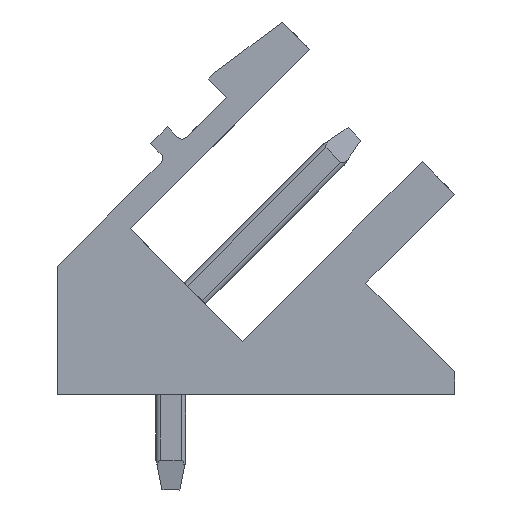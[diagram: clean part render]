
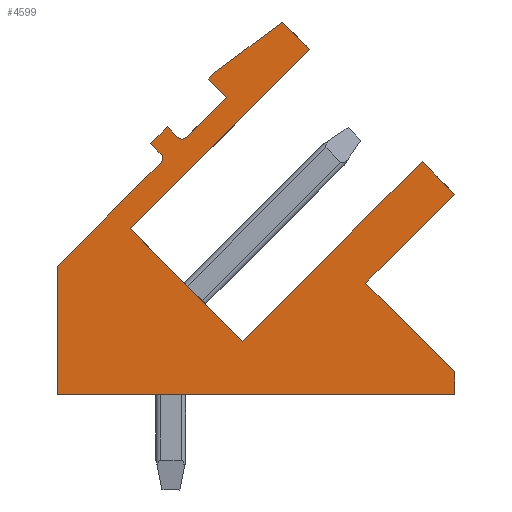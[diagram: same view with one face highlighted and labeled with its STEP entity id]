
A CAD part, left-side view. The second image highlights one B-rep face of the part: STEP entity #4599.
In plain terms, the highlighted planar face has unit normal (-1, 0, 0).
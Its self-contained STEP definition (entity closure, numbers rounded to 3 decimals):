
#4055=AXIS2_PLACEMENT_3D('Circle Axis2P3D',#4053,#4054,$) ;
#4570=AXIS2_PLACEMENT_3D('Plane Axis2P3D',#4567,#4568,#4569) ;
#4574=AXIS2_PLACEMENT_3D('Circle Axis2P3D',#4572,#4573,$) ;
#213=CARTESIAN_POINT('Vertex',(0.,8.98,11.809)) ;
#216=CARTESIAN_POINT('Line Origine',(0.,8.309,12.481)) ;
#220=CARTESIAN_POINT('Vertex',(0.,7.637,13.153)) ;
#755=CARTESIAN_POINT('Vertex',(0.,4.851,14.751)) ;
#758=CARTESIAN_POINT('Line Origine',(0.,7.856,11.746)) ;
#762=CARTESIAN_POINT('Vertex',(0.,10.861,8.74)) ;
#839=CARTESIAN_POINT('Vertex',(0.,5.77,15.67)) ;
#842=CARTESIAN_POINT('Line Origine',(0.,5.31,15.21)) ;
#1304=CARTESIAN_POINT('Line Origine',(0.,7.941,13.457)) ;
#1308=CARTESIAN_POINT('Vertex',(0.,8.245,13.761)) ;
#1858=CARTESIAN_POINT('Line Origine',(0.,8.98,6.859)) ;
#1862=CARTESIAN_POINT('Vertex',(0.,7.099,4.979)) ;
#2874=CARTESIAN_POINT('Line Origine',(0.,8.139,13.867)) ;
#2878=CARTESIAN_POINT('Vertex',(0.,8.033,13.973)) ;
#2898=CARTESIAN_POINT('Line Origine',(0.,4.094,7.984)) ;
#2902=CARTESIAN_POINT('Vertex',(0.,1.089,10.989)) ;
#3346=CARTESIAN_POINT('Line Origine',(0.,0.544,10.444)) ;
#3350=CARTESIAN_POINT('Vertex',(0.,0.,9.9)) ;
#3386=CARTESIAN_POINT('Line Origine',(0.,1.485,8.415)) ;
#3390=CARTESIAN_POINT('Vertex',(0.,2.97,6.93)) ;
#3410=CARTESIAN_POINT('Line Origine',(0.,1.485,5.445)) ;
#3414=CARTESIAN_POINT('Vertex',(0.,0.,3.96)) ;
#3434=CARTESIAN_POINT('Line Origine',(0.,0.,3.58)) ;
#3438=CARTESIAN_POINT('Vertex',(0.,0.,3.2)) ;
#3458=CARTESIAN_POINT('Line Origine',(0.,6.65,3.2)) ;
#3462=CARTESIAN_POINT('Vertex',(0.,13.3,3.2)) ;
#4010=CARTESIAN_POINT('Line Origine',(0.,13.3,5.345)) ;
#4014=CARTESIAN_POINT('Vertex',(0.,13.3,7.489)) ;
#4029=CARTESIAN_POINT('Line Origine',(0.,11.564,9.225)) ;
#4033=CARTESIAN_POINT('Vertex',(0.,9.829,10.961)) ;
#4053=CARTESIAN_POINT('Axis2P3D Location',(0.,9.97,11.102)) ;
#4057=CARTESIAN_POINT('Vertex',(0.,9.829,11.244)) ;
#4077=CARTESIAN_POINT('Line Origine',(0.,10.006,11.42)) ;
#4081=CARTESIAN_POINT('Vertex',(0.,10.182,11.597)) ;
#4101=CARTESIAN_POINT('Line Origine',(0.,9.899,11.88)) ;
#4105=CARTESIAN_POINT('Vertex',(0.,9.617,12.163)) ;
#4125=CARTESIAN_POINT('Line Origine',(0.,9.44,11.986)) ;
#4129=CARTESIAN_POINT('Vertex',(0.,9.263,11.809)) ;
#4233=CARTESIAN_POINT('Line Origine',(0.,6.901,14.821)) ;
#4567=CARTESIAN_POINT('Axis2P3D Location',(0.,0.,0.)) ;
#4572=CARTESIAN_POINT('Axis2P3D Location',(0.,9.122,11.951)) ;
#217=DIRECTION('Vector Direction',(0.,-0.707,0.707)) ;
#759=DIRECTION('Vector Direction',(0.,0.707,-0.707)) ;
#843=DIRECTION('Vector Direction',(0.,-0.707,-0.707)) ;
#1305=DIRECTION('Vector Direction',(0.,0.707,0.707)) ;
#1859=DIRECTION('Vector Direction',(0.,-0.707,-0.707)) ;
#2875=DIRECTION('Vector Direction',(0.,-0.707,0.707)) ;
#2899=DIRECTION('Vector Direction',(0.,-0.707,0.707)) ;
#3347=DIRECTION('Vector Direction',(0.,-0.707,-0.707)) ;
#3387=DIRECTION('Vector Direction',(0.,0.707,-0.707)) ;
#3411=DIRECTION('Vector Direction',(0.,-0.707,-0.707)) ;
#3435=DIRECTION('Vector Direction',(0.,0.,-1.)) ;
#3459=DIRECTION('Vector Direction',(0.,1.,0.)) ;
#4011=DIRECTION('Vector Direction',(0.,0.,1.)) ;
#4030=DIRECTION('Vector Direction',(0.,-0.707,0.707)) ;
#4054=DIRECTION('Axis2P3D Direction',(-1.,0.,0.)) ;
#4078=DIRECTION('Vector Direction',(0.,0.707,0.707)) ;
#4102=DIRECTION('Vector Direction',(0.,-0.707,0.707)) ;
#4126=DIRECTION('Vector Direction',(0.,-0.707,-0.707)) ;
#4234=DIRECTION('Vector Direction',(0.,-0.8,0.6)) ;
#4568=DIRECTION('Axis2P3D Direction',(-1.,0.,0.)) ;
#4569=DIRECTION('Axis2P3D XDirection',(0.,0.,1.)) ;
#4573=DIRECTION('Axis2P3D Direction',(-1.,0.,0.)) ;
#218=VECTOR('Line Direction',#217,1.) ;
#760=VECTOR('Line Direction',#759,1.) ;
#844=VECTOR('Line Direction',#843,1.) ;
#1306=VECTOR('Line Direction',#1305,1.) ;
#1860=VECTOR('Line Direction',#1859,1.) ;
#2876=VECTOR('Line Direction',#2875,1.) ;
#2900=VECTOR('Line Direction',#2899,1.) ;
#3348=VECTOR('Line Direction',#3347,1.) ;
#3388=VECTOR('Line Direction',#3387,1.) ;
#3412=VECTOR('Line Direction',#3411,1.) ;
#3436=VECTOR('Line Direction',#3435,1.) ;
#3460=VECTOR('Line Direction',#3459,1.) ;
#4012=VECTOR('Line Direction',#4011,1.) ;
#4031=VECTOR('Line Direction',#4030,1.) ;
#4079=VECTOR('Line Direction',#4078,1.) ;
#4103=VECTOR('Line Direction',#4102,1.) ;
#4127=VECTOR('Line Direction',#4126,1.) ;
#4235=VECTOR('Line Direction',#4234,1.) ;
#4578=ORIENTED_EDGE('',*,*,#1864,.T.) ;
#4579=ORIENTED_EDGE('',*,*,#764,.T.) ;
#4580=ORIENTED_EDGE('',*,*,#846,.T.) ;
#4581=ORIENTED_EDGE('',*,*,#4237,.T.) ;
#4582=ORIENTED_EDGE('',*,*,#2880,.T.) ;
#4583=ORIENTED_EDGE('',*,*,#1310,.T.) ;
#4584=ORIENTED_EDGE('',*,*,#222,.T.) ;
#4585=ORIENTED_EDGE('',*,*,#4576,.T.) ;
#4586=ORIENTED_EDGE('',*,*,#4131,.T.) ;
#4587=ORIENTED_EDGE('',*,*,#4107,.T.) ;
#4588=ORIENTED_EDGE('',*,*,#4083,.T.) ;
#4589=ORIENTED_EDGE('',*,*,#4059,.T.) ;
#4590=ORIENTED_EDGE('',*,*,#4035,.T.) ;
#4591=ORIENTED_EDGE('',*,*,#4016,.T.) ;
#4592=ORIENTED_EDGE('',*,*,#3464,.T.) ;
#4593=ORIENTED_EDGE('',*,*,#3440,.T.) ;
#4594=ORIENTED_EDGE('',*,*,#3416,.T.) ;
#4595=ORIENTED_EDGE('',*,*,#3392,.T.) ;
#4596=ORIENTED_EDGE('',*,*,#3352,.T.) ;
#4597=ORIENTED_EDGE('',*,*,#2904,.T.) ;
#4599=ADVANCED_FACE('Housing',(#4598),#4571,.T.) ;
#4056=CIRCLE('generated circle',#4055,0.2) ;
#4575=CIRCLE('generated circle',#4574,0.2) ;
#222=EDGE_CURVE('',#221,#214,#219,.F.) ;
#764=EDGE_CURVE('',#763,#756,#761,.F.) ;
#846=EDGE_CURVE('',#756,#840,#845,.F.) ;
#1310=EDGE_CURVE('',#1309,#221,#1307,.F.) ;
#1864=EDGE_CURVE('',#1863,#763,#1861,.F.) ;
#2880=EDGE_CURVE('',#2879,#1309,#2877,.F.) ;
#2904=EDGE_CURVE('',#2903,#1863,#2901,.F.) ;
#3352=EDGE_CURVE('',#3351,#2903,#3349,.F.) ;
#3392=EDGE_CURVE('',#3391,#3351,#3389,.F.) ;
#3416=EDGE_CURVE('',#3415,#3391,#3413,.F.) ;
#3440=EDGE_CURVE('',#3439,#3415,#3437,.F.) ;
#3464=EDGE_CURVE('',#3463,#3439,#3461,.F.) ;
#4016=EDGE_CURVE('',#4015,#3463,#4013,.F.) ;
#4035=EDGE_CURVE('',#4034,#4015,#4032,.F.) ;
#4059=EDGE_CURVE('',#4058,#4034,#4056,.F.) ;
#4083=EDGE_CURVE('',#4082,#4058,#4080,.F.) ;
#4107=EDGE_CURVE('',#4106,#4082,#4104,.F.) ;
#4131=EDGE_CURVE('',#4130,#4106,#4128,.F.) ;
#4237=EDGE_CURVE('',#840,#2879,#4236,.F.) ;
#4576=EDGE_CURVE('',#214,#4130,#4575,.F.) ;
#4577=EDGE_LOOP('',(#4578,#4579,#4580,#4581,#4582,#4583,#4584,#4585,#4586,#4587,#4588,#4589,#4590,#4591,#4592,#4593,#4594,#4595,#4596,#4597)) ;
#4598=FACE_OUTER_BOUND('',#4577,.T.) ;
#219=LINE('Line',#216,#218) ;
#761=LINE('Line',#758,#760) ;
#845=LINE('Line',#842,#844) ;
#1307=LINE('Line',#1304,#1306) ;
#1861=LINE('Line',#1858,#1860) ;
#2877=LINE('Line',#2874,#2876) ;
#2901=LINE('Line',#2898,#2900) ;
#3349=LINE('Line',#3346,#3348) ;
#3389=LINE('Line',#3386,#3388) ;
#3413=LINE('Line',#3410,#3412) ;
#3437=LINE('Line',#3434,#3436) ;
#3461=LINE('Line',#3458,#3460) ;
#4013=LINE('Line',#4010,#4012) ;
#4032=LINE('Line',#4029,#4031) ;
#4080=LINE('Line',#4077,#4079) ;
#4104=LINE('Line',#4101,#4103) ;
#4128=LINE('Line',#4125,#4127) ;
#4236=LINE('Line',#4233,#4235) ;
#4571=PLANE('',#4570) ;
#214=VERTEX_POINT('',#213) ;
#221=VERTEX_POINT('',#220) ;
#756=VERTEX_POINT('',#755) ;
#763=VERTEX_POINT('',#762) ;
#840=VERTEX_POINT('',#839) ;
#1309=VERTEX_POINT('',#1308) ;
#1863=VERTEX_POINT('',#1862) ;
#2879=VERTEX_POINT('',#2878) ;
#2903=VERTEX_POINT('',#2902) ;
#3351=VERTEX_POINT('',#3350) ;
#3391=VERTEX_POINT('',#3390) ;
#3415=VERTEX_POINT('',#3414) ;
#3439=VERTEX_POINT('',#3438) ;
#3463=VERTEX_POINT('',#3462) ;
#4015=VERTEX_POINT('',#4014) ;
#4034=VERTEX_POINT('',#4033) ;
#4058=VERTEX_POINT('',#4057) ;
#4082=VERTEX_POINT('',#4081) ;
#4106=VERTEX_POINT('',#4105) ;
#4130=VERTEX_POINT('',#4129) ;
